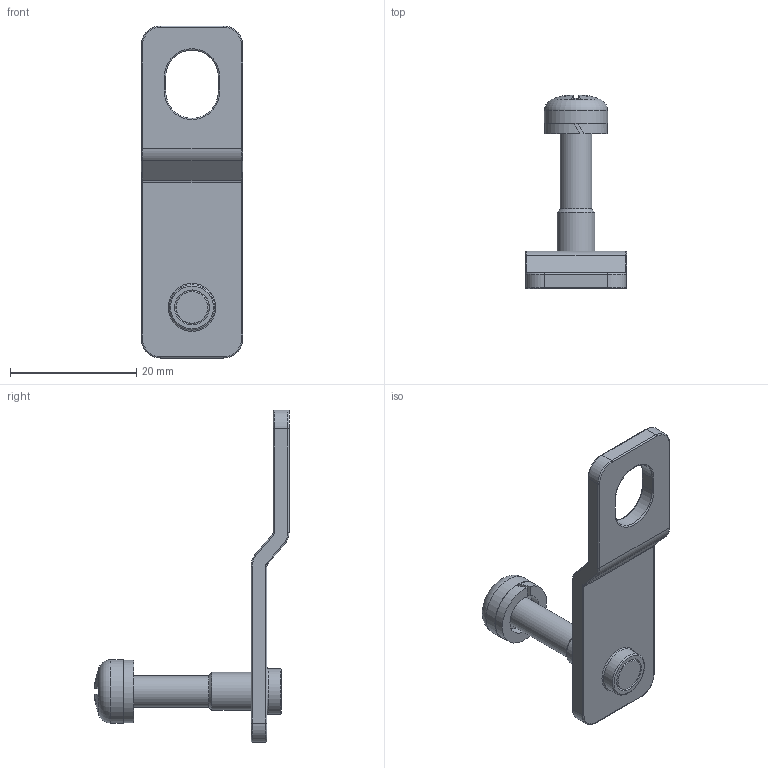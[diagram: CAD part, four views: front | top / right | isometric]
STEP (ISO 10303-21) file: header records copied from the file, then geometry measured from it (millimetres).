
FILE_DESCRIPTION(/* description */ (''),/* implementation_level */ '2;1');
FILE_NAME(/* name */ '01131005x0 - ABL-Sets M6.stp',/* time_stamp */ '2019-04-01T08:40:31+02:00',/* author */ ('robin.rentz'),/* organization */ (''),/* preprocessor_version */ 'ST-DEVELOPER v17',/* originating_system */ 'Autodesk Inventor 2019',/* authorisation */ '');
FILE_SCHEMA (('AUTOMOTIVE_DESIGN { 1 0 10303 214 3 1 1 }'));
Length unit declared in the file: millimetre
Products named in the file (4): BG ABL M6; 0113100502 - ABL Einzellasche M6; 1990000107 - Schraube BM 6x25; DIN 7980 - 6
Assembly tree (3 placements, depth 2):
  BG ABL M6
    0113100502 - ABL Einzellasche M6
    1990000107 - Schraube BM 6x25
    DIN 7980 - 6
Bounding box: 16 x 30.7 x 52.5 mm (x, y, z)
Volume: 2862.4 mm3; surface area: 2932.1 mm2
Topology: 3 solids, 3 shells, 119 faces, 292 edges, 181 vertices
Faces by surface type: cylinder 39, plane 35, torus 27, cone 17, sphere 1
Full cylindrical faces by diameter (mm): 4.917 x1, 5 x1, 6 x1, 7.15 x1, 10 x1
Entity records: 3921 total; most frequent: CARTESIAN_POINT 934, DIRECTION 658, ORIENTED_EDGE 582, EDGE_CURVE 291, AXIS2_PLACEMENT_3D 285, VERTEX_POINT 181, CIRCLE 147, EDGE_LOOP 126
